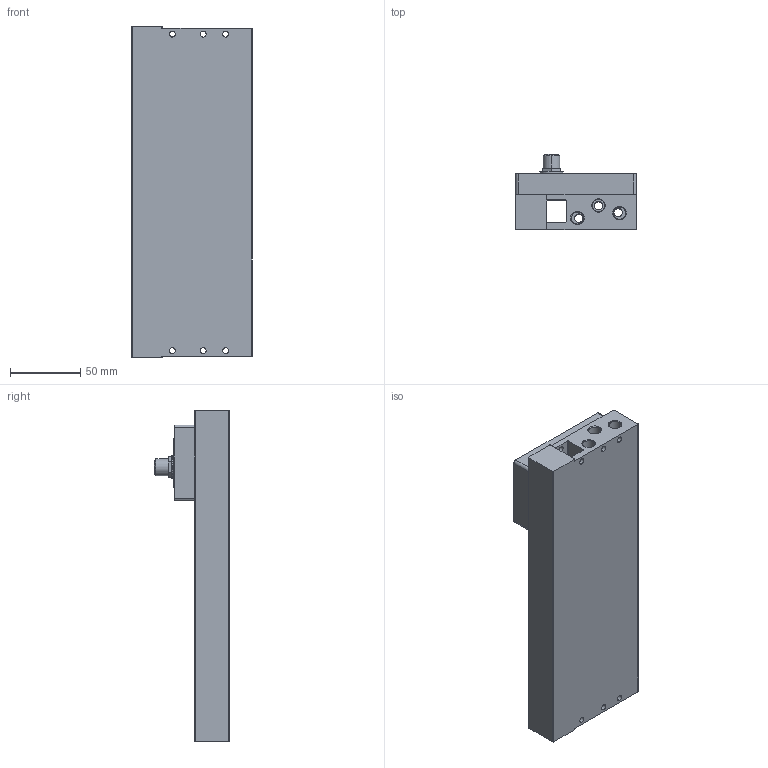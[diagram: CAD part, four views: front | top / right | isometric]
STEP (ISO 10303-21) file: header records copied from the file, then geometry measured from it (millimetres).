
FILE_DESCRIPTION (( 'STEP AP214' ), '1' );
FILE_NAME ('ES1V-14FLK32.STEP', '2022-07-26T13:02:15', ( '' ), ( '' ), 'SwSTEP 2.0', 'SolidWorks 2022', '' );
FILE_SCHEMA (( 'AUTOMOTIVE_DESIGN' ));
Length unit declared in the file: millimetre
Products named in the file (1): ES1V-14FLK32
Bounding box: 86 x 53.6 x 236 mm (x, y, z)
Volume: 497432 mm3; surface area: 90395.4 mm2
Topology: 1 solids, 1 shells, 299 faces, 722 edges, 472 vertices
Faces by surface type: cylinder 136, plane 79, cone 72, bspline 12
Entity records: 9126 total; most frequent: CARTESIAN_POINT 1710, DIRECTION 1706, ORIENTED_EDGE 1444, EDGE_CURVE 722, AXIS2_PLACEMENT_3D 708, VERTEX_POINT 472, CIRCLE 420, EDGE_LOOP 370
